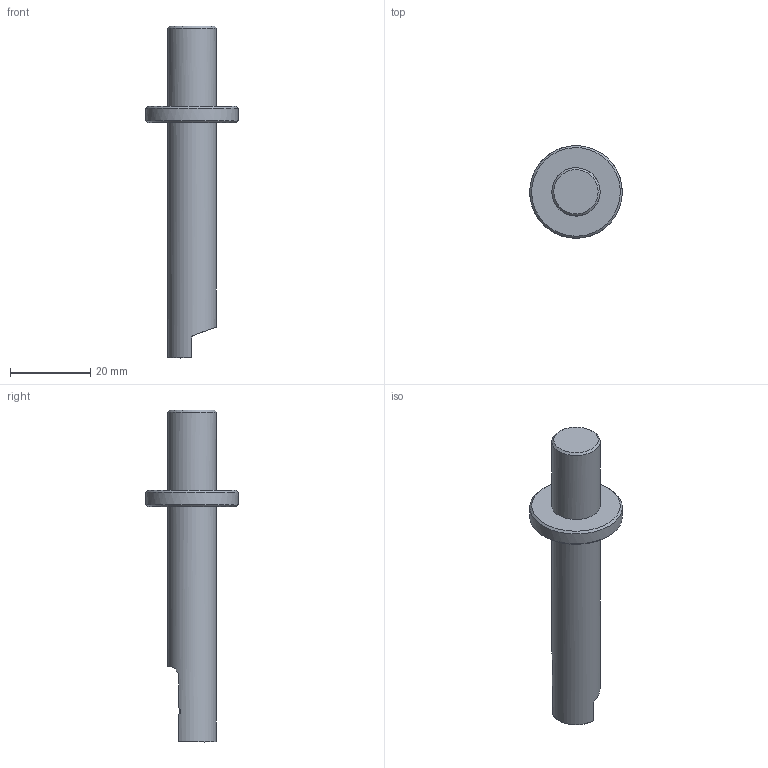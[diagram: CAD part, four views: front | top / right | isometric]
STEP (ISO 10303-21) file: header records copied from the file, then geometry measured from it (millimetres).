
FILE_DESCRIPTION(/* description */ (''),/* implementation_level */ '2;1');
FILE_NAME(/* name */ 'A760E20.stp',/* time_stamp */ '2017-10-27T11:34:31+05:00',/* author */ (''),/* organization */ (''),/* preprocessor_version */ 'ST-DEVELOPER v16',/* originating_system */ 'SIEMENS PLM Software NX 11.0',/* authorisation */ '');
FILE_SCHEMA (('AUTOMOTIVE_DESIGN { 1 0 10303 214 3 1 1 1 }'));
Length unit declared in the file: millimetre
Products named in the file (1): A760E20
Bounding box: 22.99 x 22.99 x 82.5 mm (x, y, z)
Volume: 9400.6 mm3; surface area: 4179.5 mm2
Topology: 2 solids, 2 shells, 38 faces, 90 edges, 57 vertices
Faces by surface type: plane 18, cylinder 13, cone 5, bspline 2
Full cylindrical faces by diameter (mm): 12 x2, 23 x1
Entity records: 1553 total; most frequent: CARTESIAN_POINT 680, DIRECTION 172, ORIENTED_EDGE 158, EDGE_CURVE 79, AXIS2_PLACEMENT_3D 65, VERTEX_POINT 52, EDGE_LOOP 45, LINE 42
